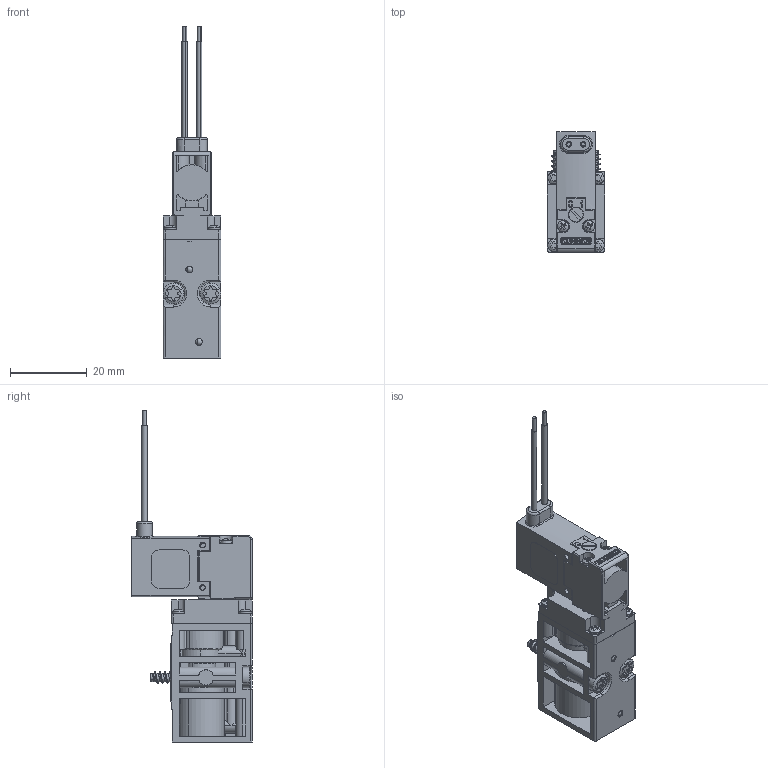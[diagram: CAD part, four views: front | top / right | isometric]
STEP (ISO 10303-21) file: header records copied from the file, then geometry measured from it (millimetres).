
FILE_DESCRIPTION(('CATIA V5 STEP','CAx-IF Rec.Pracs.--- Model Styling and Organization---1.5--- 2016-08-15','CAx-IF Rec.Pracs.---Supplemental Geometry---1.0---2011-11-01','CAx-IF Rec.Pracs.--- Composite Materials ---1.1---2010-07-15'),'2;1');
FILE_NAME('10272764_631V.stp','2022-03-29T15:04:42+00:00',('none'),('none'),'CATIA Version 5-6 Release 2020 SP3 HF9','CATIA V5 STEP AP214 v2','none');
FILE_SCHEMA(('AUTOMOTIVE_DESIGN { 1 0 10303 214 1 1 1 1 }'));
Length unit declared in the file: millimetre
Products named in the file (1): 10272764________--___0_AllCATPart
Bounding box: 15.05 x 31.25 x 86.27 mm (x, y, z)
Volume: 13924.7 mm3; surface area: 9614 mm2
Topology: 1 solids, 20 shells, 1406 faces, 3824 edges, 2503 vertices
Faces by surface type: plane 690, cylinder 530, cone 62, torus 53, bspline 50, revolution 12, sphere 9
Entity records: 49991 total; most frequent: CARTESIAN_POINT 17821, ORIENTED_EDGE 7646, DIRECTION 4903, EDGE_CURVE 3823, VERTEX_POINT 2503, VECTOR 2175, LINE 2175, AXIS2_PLACEMENT_3D 1830
